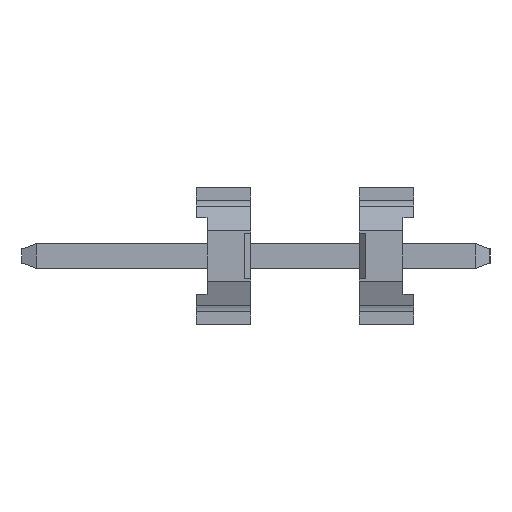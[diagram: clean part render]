
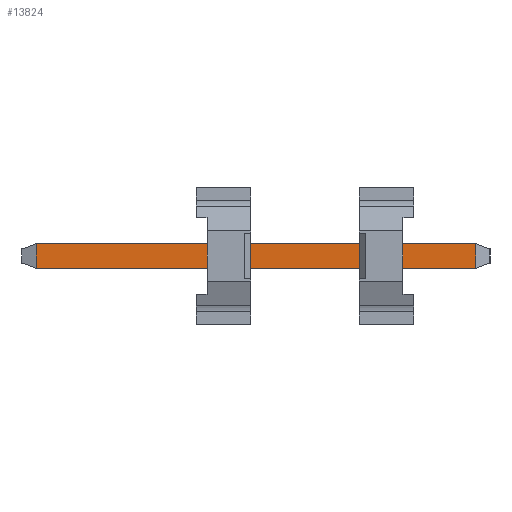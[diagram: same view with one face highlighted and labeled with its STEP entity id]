
A CAD part, left-side view. The second image highlights one B-rep face of the part: STEP entity #13824.
In plain terms, the highlighted planar face has unit normal (-1, 0, 0).
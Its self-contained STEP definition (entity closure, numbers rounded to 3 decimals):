
#13585=CARTESIAN_POINT('',(-0.57,-2.85,-0.57));
#13586=VERTEX_POINT('',#13585);
#13616=CARTESIAN_POINT('',(-0.57,17.35,-0.57));
#13617=VERTEX_POINT('',#13616);
#13618=CARTESIAN_POINT('',(-0.57,-2.85,-0.57));
#13619=DIRECTION('',(0.,1.,0.));
#13620=VECTOR('',#13619,20.2);
#13621=LINE('',#13618,#13620);
#13622=EDGE_CURVE('',#13586,#13617,#13621,.T.);
#13766=CARTESIAN_POINT('',(-0.57,-2.85,0.57));
#13767=VERTEX_POINT('',#13766);
#13792=CARTESIAN_POINT('',(-0.57,-2.85,0.57));
#13793=DIRECTION('',(0.,0.,-1.));
#13794=VECTOR('',#13793,1.14);
#13795=LINE('',#13792,#13794);
#13796=EDGE_CURVE('',#13767,#13586,#13795,.T.);
#13801=CARTESIAN_POINT('',(-0.57,-3.5,-0.57));
#13802=DIRECTION('',(0.,0.,1.));
#13803=DIRECTION('',(-1.,0.,0.));
#13804=AXIS2_PLACEMENT_3D('',#13801,#13803,#13802);
#13805=PLANE('',#13804);
#13806=ORIENTED_EDGE('',*,*,#13622,.F.);
#13807=ORIENTED_EDGE('',*,*,#13796,.F.);
#13808=CARTESIAN_POINT('',(-0.57,17.35,0.57));
#13809=VERTEX_POINT('',#13808);
#13810=CARTESIAN_POINT('',(-0.57,-2.85,0.57));
#13811=DIRECTION('',(0.,1.,0.));
#13812=VECTOR('',#13811,20.2);
#13813=LINE('',#13810,#13812);
#13814=EDGE_CURVE('',#13767,#13809,#13813,.T.);
#13815=ORIENTED_EDGE('',*,*,#13814,.T.);
#13816=CARTESIAN_POINT('',(-0.57,17.35,0.57));
#13817=DIRECTION('',(0.,0.,-1.));
#13818=VECTOR('',#13817,1.14);
#13819=LINE('',#13816,#13818);
#13820=EDGE_CURVE('',#13809,#13617,#13819,.T.);
#13821=ORIENTED_EDGE('',*,*,#13820,.T.);
#13822=EDGE_LOOP('',(#13806,#13807,#13815,#13821));
#13823=FACE_OUTER_BOUND('',#13822,.T.);
#13824=ADVANCED_FACE('',(#13823),#13805,.T.);
